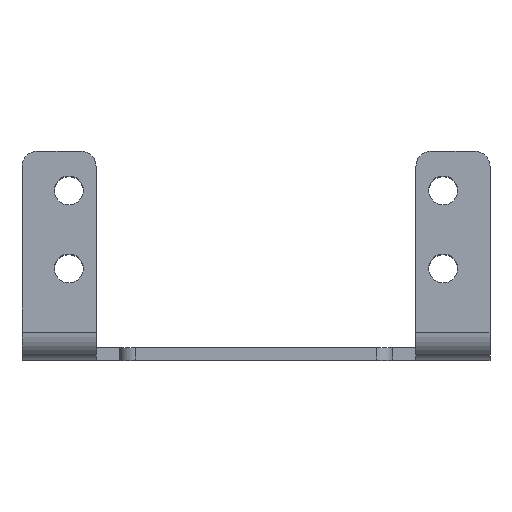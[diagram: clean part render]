
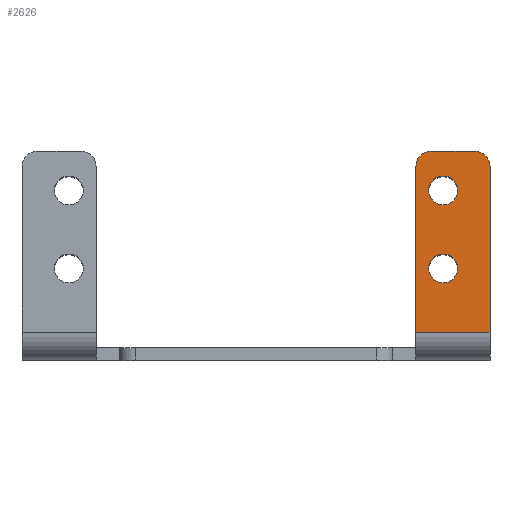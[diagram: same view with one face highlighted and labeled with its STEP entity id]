
A CAD part, top view. The second image highlights one B-rep face of the part: STEP entity #2626.
In plain terms, the highlighted planar face has unit normal (0, 0, 1).
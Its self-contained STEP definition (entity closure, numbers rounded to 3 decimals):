
#21 = CIRCLE ( 'NONE', #36, 1.85 ) ;
#36 = AXIS2_PLACEMENT_3D ( 'NONE', #997, #1603, #3385 ) ;
#64 = EDGE_LOOP ( 'NONE', ( #1182, #1376, #3561, #1713, #1798, #259 ) ) ;
#65 = EDGE_CURVE ( 'NONE', #2763, #1503, #2871, .T. ) ;
#73 = DIRECTION ( 'NONE',  ( 1., 0., 0. ) ) ;
#84 = FACE_OUTER_BOUND ( 'NONE', #64, .T. ) ;
#213 = VERTEX_POINT ( 'NONE', #2412 ) ;
#247 = CIRCLE ( 'NONE', #2316, 1.85 ) ;
#259 = ORIENTED_EDGE ( 'NONE', *, *, #2053, .F. ) ;
#313 = DIRECTION ( 'NONE',  ( 0., 0., -1. ) ) ;
#327 = AXIS2_PLACEMENT_3D ( 'NONE', #3808, #503, #2289 ) ;
#376 = LINE ( 'NONE', #2141, #2987 ) ;
#385 = DIRECTION ( 'NONE',  ( -1., 0., 0. ) ) ;
#477 = CARTESIAN_POINT ( 'NONE',  ( 20.5, 24.8, 27. ) ) ;
#503 = DIRECTION ( 'NONE',  ( 0., 0., 1. ) ) ;
#507 = CARTESIAN_POINT ( 'NONE',  ( 30., 3.6, 27. ) ) ;
#524 = EDGE_CURVE ( 'NONE', #1465, #2527, #247, .T. ) ;
#525 = DIRECTION ( 'NONE',  ( 0., 0., 1. ) ) ;
#621 = CARTESIAN_POINT ( 'NONE',  ( 24., 11.75, 27. ) ) ;
#644 = AXIS2_PLACEMENT_3D ( 'NONE', #1852, #1276, #73 ) ;
#662 = VERTEX_POINT ( 'NONE', #477 ) ;
#671 = LINE ( 'NONE', #2050, #2455 ) ;
#826 = AXIS2_PLACEMENT_3D ( 'NONE', #1581, #2163, #385 ) ;
#861 = CARTESIAN_POINT ( 'NONE',  ( 0., 0., 27. ) ) ;
#967 = DIRECTION ( 'NONE',  ( 1., 0., 0. ) ) ;
#970 = EDGE_CURVE ( 'NONE', #1503, #213, #376, .T. ) ;
#973 = VERTEX_POINT ( 'NONE', #2810 ) ;
#997 = CARTESIAN_POINT ( 'NONE',  ( 24., 21.75, 27. ) ) ;
#1020 = CARTESIAN_POINT ( 'NONE',  ( 25.85, 21.75, 27. ) ) ;
#1091 = CARTESIAN_POINT ( 'NONE',  ( 25.85, 11.75, 27. ) ) ;
#1114 = DIRECTION ( 'NONE',  ( 1., 0., 0. ) ) ;
#1180 = EDGE_LOOP ( 'NONE', ( #2622, #3831 ) ) ;
#1182 = ORIENTED_EDGE ( 'NONE', *, *, #1531, .T. ) ;
#1276 = DIRECTION ( 'NONE',  ( 0., 0., 1. ) ) ;
#1311 = VECTOR ( 'NONE', #2097, 1000. ) ;
#1362 = CIRCLE ( 'NONE', #826, 2. ) ;
#1376 = ORIENTED_EDGE ( 'NONE', *, *, #65, .T. ) ;
#1388 = DIRECTION ( 'NONE',  ( 0., -1., 0. ) ) ;
#1390 = EDGE_LOOP ( 'NONE', ( #2770, #1848 ) ) ;
#1465 = VERTEX_POINT ( 'NONE', #2447 ) ;
#1482 = DIRECTION ( 'NONE',  ( -1., 0., 0. ) ) ;
#1491 = PLANE ( 'NONE',  #2980 ) ;
#1503 = VERTEX_POINT ( 'NONE', #3595 ) ;
#1531 = EDGE_CURVE ( 'NONE', #3691, #2763, #2105, .T. ) ;
#1581 = CARTESIAN_POINT ( 'NONE',  ( 22.5, 24.8, 27. ) ) ;
#1603 = DIRECTION ( 'NONE',  ( 0., 0., 1. ) ) ;
#1645 = VERTEX_POINT ( 'NONE', #1020 ) ;
#1669 = FACE_BOUND ( 'NONE', #1390, .T. ) ;
#1713 = ORIENTED_EDGE ( 'NONE', *, *, #3532, .T. ) ;
#1798 = ORIENTED_EDGE ( 'NONE', *, *, #1806, .T. ) ;
#1804 = CARTESIAN_POINT ( 'NONE',  ( 30., 0., 27. ) ) ;
#1806 = EDGE_CURVE ( 'NONE', #662, #2828, #3246, .T. ) ;
#1848 = ORIENTED_EDGE ( 'NONE', *, *, #3302, .F. ) ;
#1852 = CARTESIAN_POINT ( 'NONE',  ( 24., 11.75, 27. ) ) ;
#1891 = CARTESIAN_POINT ( 'NONE',  ( 30., 24.8, 27. ) ) ;
#1944 = FACE_BOUND ( 'NONE', #1180, .T. ) ;
#2050 = CARTESIAN_POINT ( 'NONE',  ( 20.5, 3.6, 27. ) ) ;
#2053 = EDGE_CURVE ( 'NONE', #3691, #2828, #671, .T. ) ;
#2097 = DIRECTION ( 'NONE',  ( 0., 1., 0. ) ) ;
#2105 = LINE ( 'NONE', #1804, #1311 ) ;
#2141 = CARTESIAN_POINT ( 'NONE',  ( 0., 26.8, 27. ) ) ;
#2163 = DIRECTION ( 'NONE',  ( 0., 0., 1. ) ) ;
#2289 = DIRECTION ( 'NONE',  ( -1., 0., 0. ) ) ;
#2316 = AXIS2_PLACEMENT_3D ( 'NONE', #621, #2419, #967 ) ;
#2412 = CARTESIAN_POINT ( 'NONE',  ( 22.5, 26.8, 27. ) ) ;
#2419 = DIRECTION ( 'NONE',  ( 0., 0., 1. ) ) ;
#2447 = CARTESIAN_POINT ( 'NONE',  ( 22.15, 11.75, 27. ) ) ;
#2452 = AXIS2_PLACEMENT_3D ( 'NONE', #2900, #525, #1114 ) ;
#2455 = VECTOR ( 'NONE', #3797, 1000. ) ;
#2464 = CIRCLE ( 'NONE', #2452, 1.85 ) ;
#2497 = EDGE_CURVE ( 'NONE', #1645, #973, #2464, .T. ) ;
#2527 = VERTEX_POINT ( 'NONE', #1091 ) ;
#2622 = ORIENTED_EDGE ( 'NONE', *, *, #2808, .F. ) ;
#2626 = ADVANCED_FACE ( 'NONE', ( #1944, #1669, #84 ), #1491, .F. ) ;
#2763 = VERTEX_POINT ( 'NONE', #1891 ) ;
#2770 = ORIENTED_EDGE ( 'NONE', *, *, #2497, .F. ) ;
#2808 = EDGE_CURVE ( 'NONE', #2527, #1465, #3254, .T. ) ;
#2810 = CARTESIAN_POINT ( 'NONE',  ( 22.15, 21.75, 27. ) ) ;
#2828 = VERTEX_POINT ( 'NONE', #3625 ) ;
#2871 = CIRCLE ( 'NONE', #327, 2. ) ;
#2875 = VECTOR ( 'NONE', #1388, 1000. ) ;
#2900 = CARTESIAN_POINT ( 'NONE',  ( 24., 21.75, 27. ) ) ;
#2980 = AXIS2_PLACEMENT_3D ( 'NONE', #861, #313, #1482 ) ;
#2987 = VECTOR ( 'NONE', #3646, 1000. ) ;
#3246 = LINE ( 'NONE', #3803, #2875 ) ;
#3254 = CIRCLE ( 'NONE', #644, 1.85 ) ;
#3302 = EDGE_CURVE ( 'NONE', #973, #1645, #21, .T. ) ;
#3385 = DIRECTION ( 'NONE',  ( 1., 0., 0. ) ) ;
#3532 = EDGE_CURVE ( 'NONE', #213, #662, #1362, .T. ) ;
#3561 = ORIENTED_EDGE ( 'NONE', *, *, #970, .T. ) ;
#3595 = CARTESIAN_POINT ( 'NONE',  ( 28., 26.8, 27. ) ) ;
#3625 = CARTESIAN_POINT ( 'NONE',  ( 20.5, 3.6, 27. ) ) ;
#3646 = DIRECTION ( 'NONE',  ( -1., 0., 0. ) ) ;
#3691 = VERTEX_POINT ( 'NONE', #507 ) ;
#3797 = DIRECTION ( 'NONE',  ( -1., 0., 0. ) ) ;
#3803 = CARTESIAN_POINT ( 'NONE',  ( 20.5, 0., 27. ) ) ;
#3808 = CARTESIAN_POINT ( 'NONE',  ( 28., 24.8, 27. ) ) ;
#3831 = ORIENTED_EDGE ( 'NONE', *, *, #524, .F. ) ;
